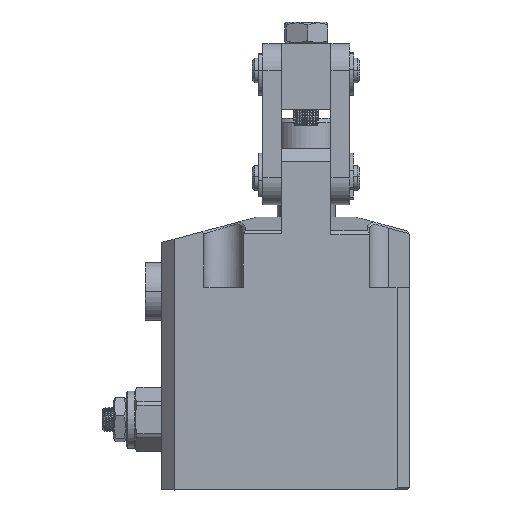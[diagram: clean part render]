
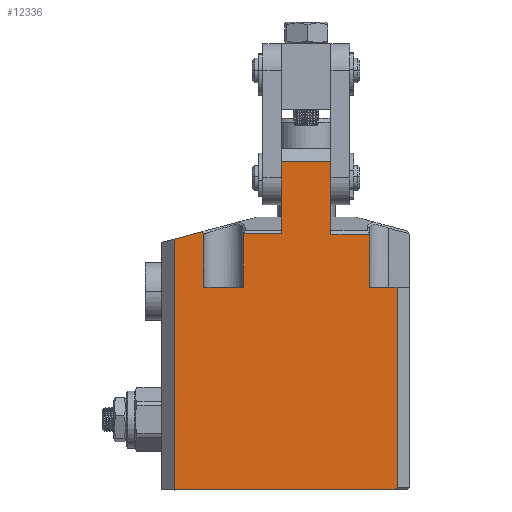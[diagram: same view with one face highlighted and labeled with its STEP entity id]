
A CAD part, top view. The second image highlights one B-rep face of the part: STEP entity #12336.
In plain terms, the highlighted planar face has unit normal (0, 0, 1).
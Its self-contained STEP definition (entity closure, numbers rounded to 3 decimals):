
#308 = DIRECTION ( 'NONE',  ( 0.767, -0.642, 0. ) ) ;
#427 = VERTEX_POINT ( 'NONE', #26271 ) ;
#649 = LINE ( 'NONE', #7430, #26526 ) ;
#659 = EDGE_CURVE ( 'NONE', #25914, #20197, #10278, .T. ) ;
#675 = CARTESIAN_POINT ( 'NONE',  ( 416.6, 116.876, 25. ) ) ;
#729 = VECTOR ( 'NONE', #7938, 1000. ) ;
#821 = DIRECTION ( 'NONE',  ( 1., 0., 0. ) ) ;
#1292 = VERTEX_POINT ( 'NONE', #3130 ) ;
#1335 = CARTESIAN_POINT ( 'NONE',  ( 399.833, 116.669, 25. ) ) ;
#1450 = CARTESIAN_POINT ( 'NONE',  ( 447.083, 103.859, 25. ) ) ;
#2051 = CARTESIAN_POINT ( 'NONE',  ( 399.833, 134.359, 25. ) ) ;
#2152 = LINE ( 'NONE', #8122, #10350 ) ;
#3130 = CARTESIAN_POINT ( 'NONE',  ( 407.083, 116.86, 25. ) ) ;
#3502 = LINE ( 'NONE', #13617, #14016 ) ;
#3544 = VERTEX_POINT ( 'NONE', #1450 ) ;
#3559 = EDGE_CURVE ( 'NONE', #28916, #25914, #9316, .T. ) ;
#3856 = VECTOR ( 'NONE', #27164, 1000. ) ;
#4221 = EDGE_CURVE ( 'NONE', #22752, #17168, #13219, .T. ) ;
#4514 = CARTESIAN_POINT ( 'NONE',  ( 399.833, 103.859, 25. ) ) ;
#5331 = EDGE_CURVE ( 'NONE', #25731, #27679, #9225, .T. ) ;
#5379 = CARTESIAN_POINT ( 'NONE',  ( 452.388, 54.338, 25. ) ) ;
#5490 = CARTESIAN_POINT ( 'NONE',  ( 437.833, 134.359, 25. ) ) ;
#5682 = CARTESIAN_POINT ( 'NONE',  ( 437.833, 116.669, 25. ) ) ;
#5849 = EDGE_CURVE ( 'NONE', #10498, #27524, #9605, .T. ) ;
#6181 = ORIENTED_EDGE ( 'NONE', *, *, #29404, .T. ) ;
#6576 = VECTOR ( 'NONE', #6929, 1000. ) ;
#6813 = ORIENTED_EDGE ( 'NONE', *, *, #15667, .T. ) ;
#6929 = DIRECTION ( 'NONE',  ( 0., -1., 0. ) ) ;
#7031 = CARTESIAN_POINT ( 'NONE',  ( 416.583, 54.859, 25. ) ) ;
#7204 = VERTEX_POINT ( 'NONE', #9909 ) ;
#7220 = DIRECTION ( 'NONE',  ( -0.695, -0.719, 0. ) ) ;
#7430 = CARTESIAN_POINT ( 'NONE',  ( 416.583, 116.858, 25. ) ) ;
#7703 = VECTOR ( 'NONE', #19268, 1000. ) ;
#7706 = ORIENTED_EDGE ( 'NONE', *, *, #5331, .T. ) ;
#7910 = VECTOR ( 'NONE', #11492, 1000. ) ;
#7938 = DIRECTION ( 'NONE',  ( 0., 1., 0. ) ) ;
#8122 = CARTESIAN_POINT ( 'NONE',  ( 399.833, 103.859, 25. ) ) ;
#8478 = CARTESIAN_POINT ( 'NONE',  ( 399.833, 54.859, 25. ) ) ;
#8872 = CARTESIAN_POINT ( 'NONE',  ( 399.833, 54.859, 25. ) ) ;
#9205 = DIRECTION ( 'NONE',  ( 0., 0., 1. ) ) ;
#9225 = LINE ( 'NONE', #27876, #32374 ) ;
#9316 = LINE ( 'NONE', #10655, #729 ) ;
#9605 = LINE ( 'NONE', #5379, #10395 ) ;
#9687 = DIRECTION ( 'NONE',  ( -1., 0., 0. ) ) ;
#9909 = CARTESIAN_POINT ( 'NONE',  ( 407.083, 103.859, 25. ) ) ;
#9953 = EDGE_LOOP ( 'NONE', ( #6813, #23654, #13236, #12686, #10004, #31350, #28474, #31242, #26019, #14973, #7706, #18415, #10176, #13679, #17751, #6181, #32260 ) ) ;
#9957 = EDGE_CURVE ( 'NONE', #427, #10498, #3502, .T. ) ;
#10004 = ORIENTED_EDGE ( 'NONE', *, *, #4221, .T. ) ;
#10176 = ORIENTED_EDGE ( 'NONE', *, *, #9957, .T. ) ;
#10278 = LINE ( 'NONE', #2051, #19676 ) ;
#10350 = VECTOR ( 'NONE', #23339, 1000. ) ;
#10395 = VECTOR ( 'NONE', #20478, 1000. ) ;
#10498 = VERTEX_POINT ( 'NONE', #29232 ) ;
#10655 = CARTESIAN_POINT ( 'NONE',  ( 437.833, 54.859, 25. ) ) ;
#10972 = DIRECTION ( 'NONE',  ( 0., 1., 0. ) ) ;
#11233 = VERTEX_POINT ( 'NONE', #23534 ) ;
#11492 = DIRECTION ( 'NONE',  ( -1., 0., 0. ) ) ;
#11514 = EDGE_CURVE ( 'NONE', #17168, #11233, #649, .T. ) ;
#12336 = ADVANCED_FACE ( 'NONE', ( #30816 ), #14132, .T. ) ;
#12686 = ORIENTED_EDGE ( 'NONE', *, *, #27735, .T. ) ;
#13219 = LINE ( 'NONE', #16729, #3856 ) ;
#13236 = ORIENTED_EDGE ( 'NONE', *, *, #659, .T. ) ;
#13617 = CARTESIAN_POINT ( 'NONE',  ( 399.833, 54.859, 25. ) ) ;
#13679 = ORIENTED_EDGE ( 'NONE', *, *, #5849, .T. ) ;
#13950 = VECTOR ( 'NONE', #16012, 1000. ) ;
#14015 = CARTESIAN_POINT ( 'NONE',  ( 447.083, 54.859, 25. ) ) ;
#14016 = VECTOR ( 'NONE', #821, 1000. ) ;
#14132 = PLANE ( 'NONE',  #26243 ) ;
#14411 = EDGE_CURVE ( 'NONE', #27679, #427, #16187, .T. ) ;
#14849 = CARTESIAN_POINT ( 'NONE',  ( 453.833, 103.859, 25. ) ) ;
#14973 = ORIENTED_EDGE ( 'NONE', *, *, #28681, .F. ) ;
#15136 = LINE ( 'NONE', #7031, #6576 ) ;
#15667 = EDGE_CURVE ( 'NONE', #27137, #28916, #20440, .T. ) ;
#15692 = CARTESIAN_POINT ( 'NONE',  ( 406.555, 117.302, 25. ) ) ;
#16012 = DIRECTION ( 'NONE',  ( -1., 0., 0. ) ) ;
#16187 = LINE ( 'NONE', #8478, #19302 ) ;
#16688 = DIRECTION ( 'NONE',  ( 0., -1., 0. ) ) ;
#16729 = CARTESIAN_POINT ( 'NONE',  ( 399.833, 116.876, 25. ) ) ;
#16791 = EDGE_CURVE ( 'NONE', #7204, #1292, #24764, .T. ) ;
#16904 = CARTESIAN_POINT ( 'NONE',  ( 425.833, 54.859, 25. ) ) ;
#17168 = VERTEX_POINT ( 'NONE', #675 ) ;
#17751 = ORIENTED_EDGE ( 'NONE', *, *, #27912, .T. ) ;
#17850 = LINE ( 'NONE', #18186, #24557 ) ;
#17855 = LINE ( 'NONE', #14015, #7703 ) ;
#18060 = VECTOR ( 'NONE', #18531, 1000. ) ;
#18186 = CARTESIAN_POINT ( 'NONE',  ( 453.833, 54.859, 25. ) ) ;
#18415 = ORIENTED_EDGE ( 'NONE', *, *, #14411, .T. ) ;
#18531 = DIRECTION ( 'NONE',  ( 0., 1., 0. ) ) ;
#19268 = DIRECTION ( 'NONE',  ( 0., 1., 0. ) ) ;
#19302 = VECTOR ( 'NONE', #31275, 1000. ) ;
#19345 = VERTEX_POINT ( 'NONE', #28713 ) ;
#19676 = VECTOR ( 'NONE', #9687, 1000. ) ;
#20197 = VERTEX_POINT ( 'NONE', #24113 ) ;
#20440 = LINE ( 'NONE', #1335, #7910 ) ;
#20478 = DIRECTION ( 'NONE',  ( 0.816, 0.577, 0. ) ) ;
#21766 = VECTOR ( 'NONE', #308, 1000. ) ;
#22752 = VERTEX_POINT ( 'NONE', #23292 ) ;
#23292 = CARTESIAN_POINT ( 'NONE',  ( 425.833, 116.876, 25. ) ) ;
#23339 = DIRECTION ( 'NONE',  ( -1., 0., 0. ) ) ;
#23375 = VECTOR ( 'NONE', #16688, 1000. ) ;
#23534 = CARTESIAN_POINT ( 'NONE',  ( 416.583, 116.858, 25. ) ) ;
#23654 = ORIENTED_EDGE ( 'NONE', *, *, #3559, .T. ) ;
#24113 = CARTESIAN_POINT ( 'NONE',  ( 425.833, 134.359, 25. ) ) ;
#24374 = CARTESIAN_POINT ( 'NONE',  ( 399.833, 115.5, 25. ) ) ;
#24557 = VECTOR ( 'NONE', #10972, 1000. ) ;
#24764 = LINE ( 'NONE', #31283, #18060 ) ;
#25223 = EDGE_CURVE ( 'NONE', #19345, #7204, #27316, .T. ) ;
#25258 = EDGE_CURVE ( 'NONE', #11233, #19345, #15136, .T. ) ;
#25731 = VERTEX_POINT ( 'NONE', #15692 ) ;
#25914 = VERTEX_POINT ( 'NONE', #5490 ) ;
#26019 = ORIENTED_EDGE ( 'NONE', *, *, #16791, .T. ) ;
#26243 = AXIS2_PLACEMENT_3D ( 'NONE', #8872, #9205, #28842 ) ;
#26271 = CARTESIAN_POINT ( 'NONE',  ( 399.833, 54.859, 25. ) ) ;
#26520 = EDGE_CURVE ( 'NONE', #3544, #27137, #17855, .T. ) ;
#26526 = VECTOR ( 'NONE', #7220, 1000. ) ;
#27132 = VERTEX_POINT ( 'NONE', #14849 ) ;
#27137 = VERTEX_POINT ( 'NONE', #32275 ) ;
#27164 = DIRECTION ( 'NONE',  ( -1., 0., 0. ) ) ;
#27316 = LINE ( 'NONE', #4514, #13950 ) ;
#27524 = VERTEX_POINT ( 'NONE', #28966 ) ;
#27679 = VERTEX_POINT ( 'NONE', #24374 ) ;
#27715 = CARTESIAN_POINT ( 'NONE',  ( 407.083, 116.86, 25. ) ) ;
#27735 = EDGE_CURVE ( 'NONE', #20197, #22752, #30849, .T. ) ;
#27876 = CARTESIAN_POINT ( 'NONE',  ( 406.555, 117.302, 25. ) ) ;
#27912 = EDGE_CURVE ( 'NONE', #27524, #27132, #17850, .T. ) ;
#28474 = ORIENTED_EDGE ( 'NONE', *, *, #25258, .T. ) ;
#28681 = EDGE_CURVE ( 'NONE', #25731, #1292, #29619, .T. ) ;
#28713 = CARTESIAN_POINT ( 'NONE',  ( 416.583, 103.859, 25. ) ) ;
#28842 = DIRECTION ( 'NONE',  ( 1., 0., 0. ) ) ;
#28916 = VERTEX_POINT ( 'NONE', #5682 ) ;
#28966 = CARTESIAN_POINT ( 'NONE',  ( 453.833, 55.359, 25. ) ) ;
#29232 = CARTESIAN_POINT ( 'NONE',  ( 453.126, 54.859, 25. ) ) ;
#29404 = EDGE_CURVE ( 'NONE', #27132, #3544, #2152, .T. ) ;
#29619 = LINE ( 'NONE', #27715, #21766 ) ;
#30493 = DIRECTION ( 'NONE',  ( -0.966, -0.259, 0. ) ) ;
#30816 = FACE_OUTER_BOUND ( 'NONE', #9953, .T. ) ;
#30849 = LINE ( 'NONE', #16904, #23375 ) ;
#31242 = ORIENTED_EDGE ( 'NONE', *, *, #25223, .T. ) ;
#31275 = DIRECTION ( 'NONE',  ( 0., -1., 0. ) ) ;
#31283 = CARTESIAN_POINT ( 'NONE',  ( 407.083, 54.859, 25. ) ) ;
#31350 = ORIENTED_EDGE ( 'NONE', *, *, #11514, .T. ) ;
#32260 = ORIENTED_EDGE ( 'NONE', *, *, #26520, .T. ) ;
#32275 = CARTESIAN_POINT ( 'NONE',  ( 447.083, 116.669, 25. ) ) ;
#32374 = VECTOR ( 'NONE', #30493, 1000. ) ;
